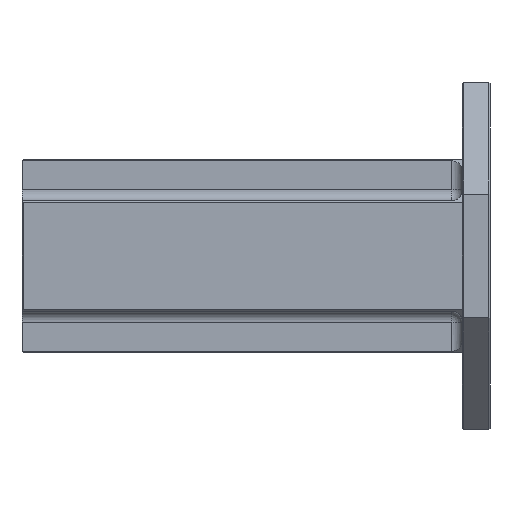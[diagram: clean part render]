
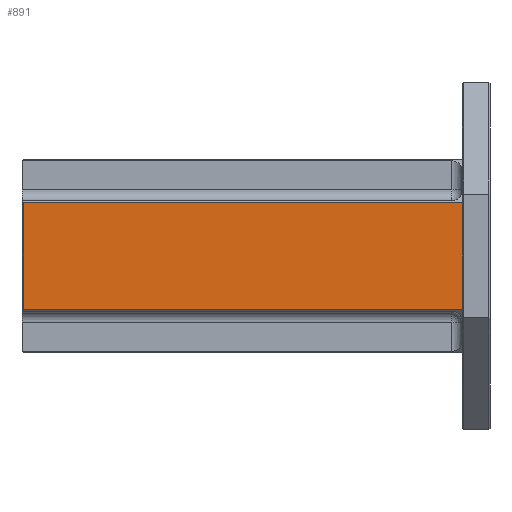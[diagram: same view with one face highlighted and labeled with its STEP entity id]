
A CAD part, left-side view. The second image highlights one B-rep face of the part: STEP entity #891.
In plain terms, the highlighted planar face has unit normal (-1, 0, 0).
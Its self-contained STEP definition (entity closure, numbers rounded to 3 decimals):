
#332 = DIRECTION ( 'NONE',  ( 0., 0., 1. ) ) ;
#425 = LINE ( 'NONE', #2768, #3061 ) ;
#531 = CARTESIAN_POINT ( 'NONE',  ( -175., 848., 98. ) ) ;
#891 = ADVANCED_FACE ( 'NONE', ( #4279 ), #2532, .T. ) ;
#1029 = DIRECTION ( 'NONE',  ( 0., 1., 0. ) ) ;
#1701 = EDGE_CURVE ( 'NONE', #6467, #7523, #425, .T. ) ;
#1714 = CARTESIAN_POINT ( 'NONE',  ( -175., 848., -98. ) ) ;
#1779 = CARTESIAN_POINT ( 'NONE',  ( -175., 50., 98. ) ) ;
#1892 = ORIENTED_EDGE ( 'NONE', *, *, #3078, .T. ) ;
#1914 = ORIENTED_EDGE ( 'NONE', *, *, #4974, .F. ) ;
#2121 = CARTESIAN_POINT ( 'NONE',  ( -175., 50., 0. ) ) ;
#2446 = CARTESIAN_POINT ( 'NONE',  ( -175., 848., 0. ) ) ;
#2532 = PLANE ( 'NONE',  #3039 ) ;
#2660 = VECTOR ( 'NONE', #3854, 1000. ) ;
#2768 = CARTESIAN_POINT ( 'NONE',  ( -175., 2194.975, -98. ) ) ;
#3014 = EDGE_CURVE ( 'NONE', #6114, #6467, #6732, .T. ) ;
#3039 = AXIS2_PLACEMENT_3D ( 'NONE', #5556, #6106, #332 ) ;
#3061 = VECTOR ( 'NONE', #6376, 1000. ) ;
#3078 = EDGE_CURVE ( 'NONE', #6217, #6114, #7478, .T. ) ;
#3344 = VECTOR ( 'NONE', #7159, 1000. ) ;
#3381 = LINE ( 'NONE', #2121, #2660 ) ;
#3854 = DIRECTION ( 'NONE',  ( 0., 0., -1. ) ) ;
#4279 = FACE_OUTER_BOUND ( 'NONE', #5985, .T. ) ;
#4484 = ORIENTED_EDGE ( 'NONE', *, *, #3014, .T. ) ;
#4560 = CARTESIAN_POINT ( 'NONE',  ( -175., 850., 98. ) ) ;
#4974 = EDGE_CURVE ( 'NONE', #6217, #7523, #3381, .T. ) ;
#5462 = VECTOR ( 'NONE', #1029, 1000. ) ;
#5556 = CARTESIAN_POINT ( 'NONE',  ( -175., 2194.975, 0. ) ) ;
#5689 = CARTESIAN_POINT ( 'NONE',  ( -175., 50., -98. ) ) ;
#5985 = EDGE_LOOP ( 'NONE', ( #4484, #7530, #1914, #1892 ) ) ;
#6106 = DIRECTION ( 'NONE',  ( -1., 0., 0. ) ) ;
#6114 = VERTEX_POINT ( 'NONE', #531 ) ;
#6217 = VERTEX_POINT ( 'NONE', #1779 ) ;
#6376 = DIRECTION ( 'NONE',  ( 0., -1., 0. ) ) ;
#6467 = VERTEX_POINT ( 'NONE', #1714 ) ;
#6732 = LINE ( 'NONE', #2446, #3344 ) ;
#7159 = DIRECTION ( 'NONE',  ( 0., 0., -1. ) ) ;
#7478 = LINE ( 'NONE', #4560, #5462 ) ;
#7523 = VERTEX_POINT ( 'NONE', #5689 ) ;
#7530 = ORIENTED_EDGE ( 'NONE', *, *, #1701, .T. ) ;
